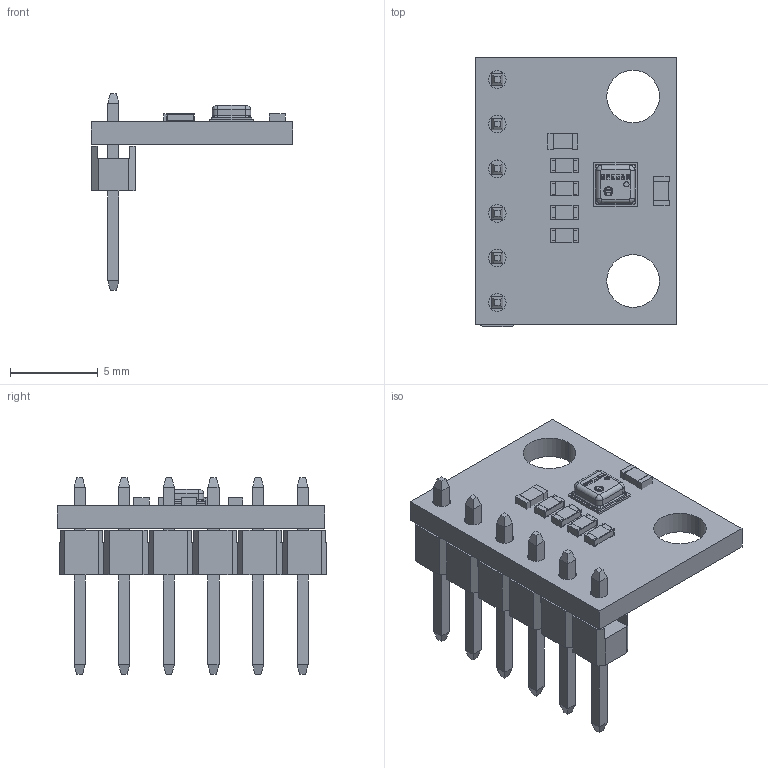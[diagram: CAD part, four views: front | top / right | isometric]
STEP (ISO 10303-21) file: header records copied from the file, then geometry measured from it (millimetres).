
FILE_DESCRIPTION (( 'STEP AP214' ), '1' );
FILE_NAME ('User Library-Module_bme280.STEP', '2019-11-25T14:36:52', ( '' ), ( '' ), 'SwSTEP 2.0', 'SolidWorks 2019', '' );
FILE_SCHEMA (( 'AUTOMOTIVE_DESIGN' ));
Length unit declared in the file: millimetre
Products named in the file (7): User_Library-Bosch_BME280; Board; User_Library-CAP_SMD-1; User_Library-CR1608-0603; Free-Models; pin_header_aw140-eg-g06d; User Library-Module_bme280
Assembly tree (10 placements, depth 3):
  User Library-Module_bme280
    Board
    Free-Models
      User_Library-CAP_SMD-1  x2
      User_Library-CR1608-0603  x4
      pin_header_aw140-eg-g06d
      User_Library-Bosch_BME280
Bounding box: 11.5 x 15.34 x 11.2 mm (x, y, z)
Volume: 306.4 mm3; surface area: 826.1 mm2
Topology: 21 solids, 21 shells, 615 faces, 1572 edges, 1044 vertices
Faces by surface type: plane 506, bspline 67, cylinder 42
Entity records: 20613 total; most frequent: CARTESIAN_POINT 4993, ORIENTED_EDGE 2496, DIRECTION 1940, EDGE_CURVE 1248, LINE 974, VECTOR 974, VERTEX_POINT 828, EDGE_LOOP 538
